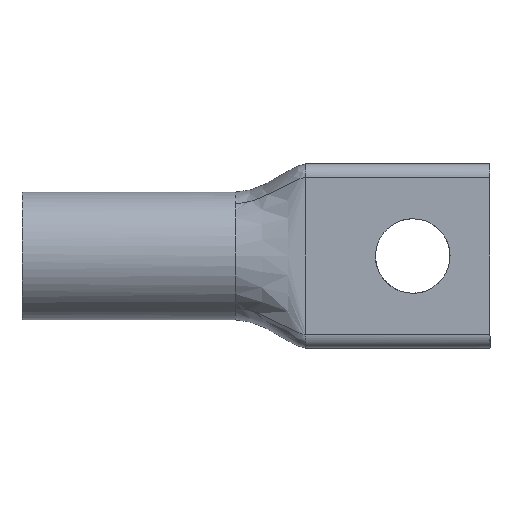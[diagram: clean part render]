
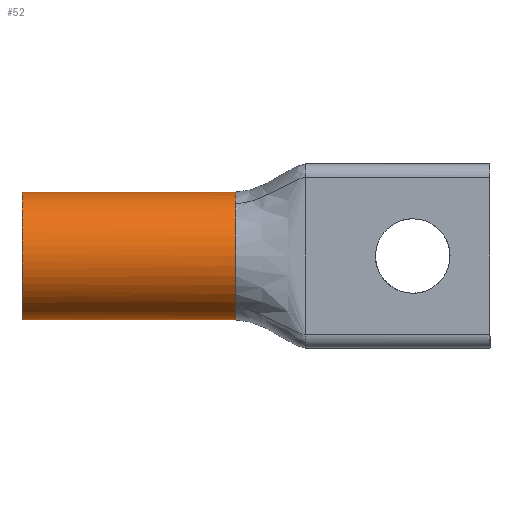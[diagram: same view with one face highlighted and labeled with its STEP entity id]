
A CAD part, front view. The second image highlights one B-rep face of the part: STEP entity #52.
In plain terms, the highlighted cylindrical face has radius 7.15 mm (diameter 14.3 mm), a partial arc.
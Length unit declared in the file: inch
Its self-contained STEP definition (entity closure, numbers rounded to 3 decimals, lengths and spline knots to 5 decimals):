
#52 = ADVANCED_FACE ( 'NONE', ( #2266 ), #2071, .T. ) ;
#59 = B_SPLINE_CURVE_WITH_KNOTS ( 'NONE', 3,
 ( #761, #1359, #2141, #969, #583, #1542 ),
 .UNSPECIFIED., .F., .F.,
 ( 4, 2, 4 ),
 ( 0., 0.5, 1. ),
 .UNSPECIFIED. ) ;
#74 = CARTESIAN_POINT ( 'NONE',  ( 0., 0.20782, 0.27417 ) ) ;
#88 = DIRECTION ( 'NONE',  ( -1., 0., 0. ) ) ;
#204 = CARTESIAN_POINT ( 'NONE',  ( 0.94, 0.12004, -0.23059 ) ) ;
#220 = CARTESIAN_POINT ( 'NONE',  ( 0.94, 0.08315, -0.20476 ) ) ;
#223 = CARTESIAN_POINT ( 'NONE',  ( 0., 0.10851, 0.22511 ) ) ;
#243 = CARTESIAN_POINT ( 'NONE',  ( 0.94, 0.01101, 0.09003 ) ) ;
#255 = CARTESIAN_POINT ( 'NONE',  ( 0., 0.13973, 0.24597 ) ) ;
#308 = CARTESIAN_POINT ( 'NONE',  ( 0.94, 0.19401, 0.26823 ) ) ;
#311 = EDGE_CURVE ( 'NONE', #520, #1591, #1506, .T. ) ;
#352 = CARTESIAN_POINT ( 'NONE',  ( -0.59456, 0.2815, 0. ) ) ;
#382 = DIRECTION ( 'NONE',  ( -1., 0., 0. ) ) ;
#397 = CARTESIAN_POINT ( 'NONE',  ( 0., 0.2815, -0.2815 ) ) ;
#401 = EDGE_LOOP ( 'NONE', ( #2138, #1208, #2084, #2381, #1491, #518 ) ) ;
#445 = CARTESIAN_POINT ( 'NONE',  ( 0.94, 0., -0.04504 ) ) ;
#487 = CARTESIAN_POINT ( 'NONE',  ( 0.94, 0.12004, 0.23059 ) ) ;
#518 = ORIENTED_EDGE ( 'NONE', *, *, #630, .T. ) ;
#520 = VERTEX_POINT ( 'NONE', #870 ) ;
#539 = AXIS2_PLACEMENT_3D ( 'NONE', #352, #926, #2468 ) ;
#559 = CARTESIAN_POINT ( 'NONE',  ( -0.59456, 0.2815, 0.2815 ) ) ;
#583 = CARTESIAN_POINT ( 'NONE',  ( 0.94, 0.14351, -0.24703 ) ) ;
#607 = CARTESIAN_POINT ( 'NONE',  ( 0.94, 0., 0.04504 ) ) ;
#610 = CARTESIAN_POINT ( 'NONE',  ( 0., 0.10851, -0.22511 ) ) ;
#625 = CARTESIAN_POINT ( 'NONE',  ( 0., 0.24465, -0.2815 ) ) ;
#629 = VERTEX_POINT ( 'NONE', #2478 ) ;
#630 = EDGE_CURVE ( 'NONE', #1591, #2394, #1629, .T. ) ;
#761 = CARTESIAN_POINT ( 'NONE',  ( 0.94, 0.2815, -0.2815 ) ) ;
#795 = CARTESIAN_POINT ( 'NONE',  ( 0., 0.00733, -0.07368 ) ) ;
#833 = CARTESIAN_POINT ( 'NONE',  ( 0., 0.13973, -0.24597 ) ) ;
#870 = CARTESIAN_POINT ( 'NONE',  ( 0.94, 0.2815, 0.2815 ) ) ;
#890 = B_SPLINE_CURVE_WITH_KNOTS ( 'NONE', 3,
 ( #2029, #1837, #2377, #308, #2240, #1600, #2212, #1972, #487 ),
 .UNSPECIFIED., .F., .F.,
 ( 4, 1, 1, 1, 1, 1, 4 ),
 ( 0., 0.25, 0.5, 0.625, 0.75, 0.875, 1. ),
 .UNSPECIFIED. ) ;
#903 = CARTESIAN_POINT ( 'NONE',  ( 0.94, 0.2815, -0.2815 ) ) ;
#926 = DIRECTION ( 'NONE',  ( -1., 0., 0. ) ) ;
#936 = VECTOR ( 'NONE', #88, 39.37008 ) ;
#969 = CARTESIAN_POINT ( 'NONE',  ( 0.94, 0.16952, -0.25985 ) ) ;
#1006 = EDGE_CURVE ( 'NONE', #2152, #629, #2010, .T. ) ;
#1172 = VECTOR ( 'NONE', #382, 39.37008 ) ;
#1208 = ORIENTED_EDGE ( 'NONE', *, *, #1757, .T. ) ;
#1268 = LINE ( 'NONE', #1466, #936 ) ;
#1359 = CARTESIAN_POINT ( 'NONE',  ( 0.94, 0.25284, -0.2815 ) ) ;
#1371 = CARTESIAN_POINT ( 'NONE',  ( 0.94, 0.08315, 0.20476 ) ) ;
#1375 = CARTESIAN_POINT ( 'NONE',  ( 0., 0.20782, -0.27417 ) ) ;
#1398 = CARTESIAN_POINT ( 'NONE',  ( 0.94, 0.0526, 0.16993 ) ) ;
#1466 = CARTESIAN_POINT ( 'NONE',  ( -0.59456, 0.2815, -0.2815 ) ) ;
#1491 = ORIENTED_EDGE ( 'NONE', *, *, #311, .T. ) ;
#1506 = LINE ( 'NONE', #559, #1172 ) ;
#1542 = CARTESIAN_POINT ( 'NONE',  ( 0.94, 0.12004, -0.23059 ) ) ;
#1547 = CARTESIAN_POINT ( 'NONE',  ( 0., 0.05639, 0.17299 ) ) ;
#1557 = CARTESIAN_POINT ( 'NONE',  ( 0.94, 0.0526, -0.16993 ) ) ;
#1560 = CARTESIAN_POINT ( 'NONE',  ( 0., 0.05639, -0.17299 ) ) ;
#1571 = CARTESIAN_POINT ( 'NONE',  ( 0.94, 0.01101, -0.09003 ) ) ;
#1591 = VERTEX_POINT ( 'NONE', #2238 ) ;
#1600 = CARTESIAN_POINT ( 'NONE',  ( 0.94, 0.15018, 0.24923 ) ) ;
#1601 = CARTESIAN_POINT ( 'NONE',  ( 0., 0., 0.03685 ) ) ;
#1629 = B_SPLINE_CURVE_WITH_KNOTS ( 'NONE', 3,
 ( #1910, #1973, #74, #255, #223, #1547, #2160, #2173, #1601, #2339, #795, #2378, #1560, #610, #833, #1375, #625, #397 ),
 .UNSPECIFIED., .F., .F.,
 ( 4, 2, 2, 2, 2, 2, 2, 2, 4 ),
 ( 0., 0.125, 0.25, 0.375, 0.5, 0.625, 0.75, 0.875, 1. ),
 .UNSPECIFIED. ) ;
#1757 = EDGE_CURVE ( 'NONE', #1978, #2152, #59, .T. ) ;
#1837 = CARTESIAN_POINT ( 'NONE',  ( 0.94, 0.26476, 0.28151 ) ) ;
#1910 = CARTESIAN_POINT ( 'NONE',  ( 0., 0.2815, 0.2815 ) ) ;
#1972 = CARTESIAN_POINT ( 'NONE',  ( 0.94, 0.12459, 0.23378 ) ) ;
#1973 = CARTESIAN_POINT ( 'NONE',  ( 0., 0.24465, 0.2815 ) ) ;
#1978 = VERTEX_POINT ( 'NONE', #903 ) ;
#2010 = B_SPLINE_CURVE_WITH_KNOTS ( 'NONE', 3,
 ( #204, #220, #1557, #1571, #445, #607, #243, #1398, #1371, #2145 ),
 .UNSPECIFIED., .F., .F.,
 ( 4, 2, 2, 2, 4 ),
 ( 0., 0.25, 0.5, 0.75, 1. ),
 .UNSPECIFIED. ) ;
#2029 = CARTESIAN_POINT ( 'NONE',  ( 0.94, 0.2815, 0.2815 ) ) ;
#2071 = CYLINDRICAL_SURFACE ( 'NONE', #539, 0.2815 ) ;
#2084 = ORIENTED_EDGE ( 'NONE', *, *, #1006, .T. ) ;
#2138 = ORIENTED_EDGE ( 'NONE', *, *, #2210, .F. ) ;
#2141 = CARTESIAN_POINT ( 'NONE',  ( 0.94, 0.22418, -0.27709 ) ) ;
#2145 = CARTESIAN_POINT ( 'NONE',  ( 0.94, 0.12004, 0.23059 ) ) ;
#2152 = VERTEX_POINT ( 'NONE', #2176 ) ;
#2160 = CARTESIAN_POINT ( 'NONE',  ( 0., 0.03553, 0.14177 ) ) ;
#2173 = CARTESIAN_POINT ( 'NONE',  ( 0., 0.00733, 0.07368 ) ) ;
#2176 = CARTESIAN_POINT ( 'NONE',  ( 0.94, 0.12004, -0.23059 ) ) ;
#2210 = EDGE_CURVE ( 'NONE', #1978, #2394, #1268, .T. ) ;
#2212 = CARTESIAN_POINT ( 'NONE',  ( 0.94, 0.13419, 0.2401 ) ) ;
#2234 = EDGE_CURVE ( 'NONE', #520, #629, #890, .T. ) ;
#2238 = CARTESIAN_POINT ( 'NONE',  ( 0., 0.2815, 0.2815 ) ) ;
#2240 = CARTESIAN_POINT ( 'NONE',  ( 0.94, 0.16793, 0.25784 ) ) ;
#2250 = CARTESIAN_POINT ( 'NONE',  ( 0., 0.2815, -0.2815 ) ) ;
#2266 = FACE_OUTER_BOUND ( 'NONE', #401, .T. ) ;
#2339 = CARTESIAN_POINT ( 'NONE',  ( 0., 0., -0.03685 ) ) ;
#2377 = CARTESIAN_POINT ( 'NONE',  ( 0.94, 0.23128, 0.27842 ) ) ;
#2378 = CARTESIAN_POINT ( 'NONE',  ( 0., 0.03553, -0.14177 ) ) ;
#2381 = ORIENTED_EDGE ( 'NONE', *, *, #2234, .F. ) ;
#2394 = VERTEX_POINT ( 'NONE', #2250 ) ;
#2468 = DIRECTION ( 'NONE',  ( 0., 0., 1. ) ) ;
#2478 = CARTESIAN_POINT ( 'NONE',  ( 0.94, 0.12004, 0.23059 ) ) ;
